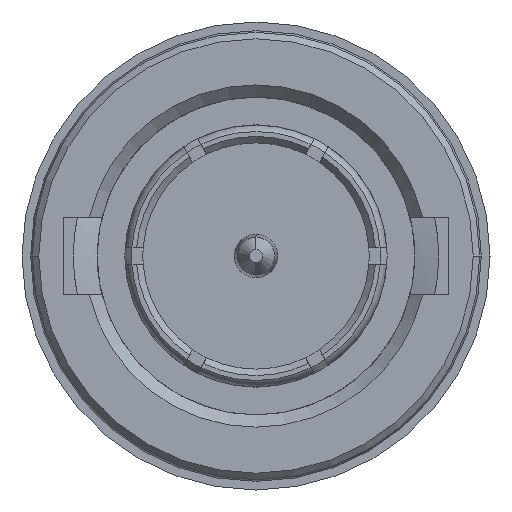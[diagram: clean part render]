
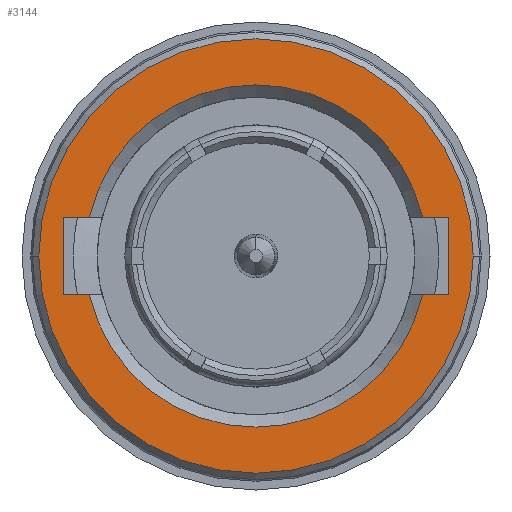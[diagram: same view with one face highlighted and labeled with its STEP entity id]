
A CAD part, left-side view. The second image highlights one B-rep face of the part: STEP entity #3144.
In plain terms, the highlighted planar face has unit normal (-1, 0, 0).
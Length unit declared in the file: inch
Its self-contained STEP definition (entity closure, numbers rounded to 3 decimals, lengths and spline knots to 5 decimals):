
#499=CARTESIAN_POINT('',(-0.0271,0.,0.));
#500=DIRECTION('',(1.,0.,0.));
#501=DIRECTION('',(0.,-0.974,-0.225));
#502=AXIS2_PLACEMENT_3D('',#499,#500,#501);
#509=CARTESIAN_POINT('',(-0.0271,0.,0.));
#510=DIRECTION('',(-1.,0.,0.));
#511=DIRECTION('',(0.,1.,0.));
#512=AXIS2_PLACEMENT_3D('',#509,#510,#511);
#514=CARTESIAN_POINT('',(-0.0271,0.,0.));
#515=DIRECTION('',(-1.,0.,0.));
#516=DIRECTION('',(0.,-1.,0.));
#517=AXIS2_PLACEMENT_3D('',#514,#515,#516);
#519=DIRECTION('',(0.,-1.,0.));
#520=VECTOR('',#519,0.03087);
#521=CARTESIAN_POINT('',(-0.0271,-0.20313,-0.047));
#522=LINE('',#521,#520);
#523=DIRECTION('',(0.,0.,1.));
#524=VECTOR('',#523,0.094);
#525=CARTESIAN_POINT('',(-0.0271,-0.234,-0.047));
#526=LINE('',#525,#524);
#527=DIRECTION('',(0.,1.,0.));
#528=VECTOR('',#527,0.03087);
#529=CARTESIAN_POINT('',(-0.0271,-0.234,0.047));
#530=LINE('',#529,#528);
#531=DIRECTION('',(0.,1.,0.));
#532=VECTOR('',#531,0.03087);
#533=CARTESIAN_POINT('',(-0.0271,0.20313,0.047));
#534=LINE('',#533,#532);
#535=DIRECTION('',(0.,0.,-1.));
#536=VECTOR('',#535,0.094);
#537=CARTESIAN_POINT('',(-0.0271,0.234,0.047));
#538=LINE('',#537,#536);
#539=DIRECTION('',(0.,-1.,0.));
#540=VECTOR('',#539,0.03087);
#541=CARTESIAN_POINT('',(-0.0271,0.234,-0.047));
#542=LINE('',#541,#540);
#872=CARTESIAN_POINT('',(-0.0271,0.,0.));
#873=DIRECTION('',(1.,0.,0.));
#874=DIRECTION('',(0.,0.974,0.225));
#875=AXIS2_PLACEMENT_3D('',#872,#873,#874);
#2272=CARTESIAN_POINT('',(-0.0271,0.20313,0.047));
#2273=CARTESIAN_POINT('',(-0.0271,0.234,0.047));
#2274=VERTEX_POINT('',#2272);
#2275=VERTEX_POINT('',#2273);
#2276=CARTESIAN_POINT('',(-0.0271,0.234,-0.047));
#2277=VERTEX_POINT('',#2276);
#2278=CARTESIAN_POINT('',(-0.0271,0.20313,-0.047));
#2279=VERTEX_POINT('',#2278);
#2286=CARTESIAN_POINT('',(-0.0271,-0.20313,-0.047));
#2287=CARTESIAN_POINT('',(-0.0271,-0.234,-0.047));
#2288=VERTEX_POINT('',#2286);
#2289=VERTEX_POINT('',#2287);
#2290=CARTESIAN_POINT('',(-0.0271,-0.234,0.047));
#2291=VERTEX_POINT('',#2290);
#2292=CARTESIAN_POINT('',(-0.0271,-0.20313,0.047));
#2293=VERTEX_POINT('',#2292);
#2346=CARTESIAN_POINT('',(-0.0271,0.26457,0.));
#2347=CARTESIAN_POINT('',(-0.0271,-0.26457,0.));
#2348=VERTEX_POINT('',#2346);
#2349=VERTEX_POINT('',#2347);
#3117=CARTESIAN_POINT('',(-0.0271,0.,0.));
#3118=DIRECTION('',(1.,0.,0.));
#3119=DIRECTION('',(0.,0.,1.));
#3120=AXIS2_PLACEMENT_3D('',#3117,#3118,#3119);
#3121=PLANE('',#3120);
#3123=ORIENTED_EDGE('',*,*,#3122,.F.);
#3125=ORIENTED_EDGE('',*,*,#3124,.F.);
#3126=EDGE_LOOP('',(#3123,#3125));
#3127=FACE_OUTER_BOUND('',#3126,.F.);
#3128=ORIENTED_EDGE('',*,*,#3069,.T.);
#3130=ORIENTED_EDGE('',*,*,#3129,.T.);
#3132=ORIENTED_EDGE('',*,*,#3131,.T.);
#3134=ORIENTED_EDGE('',*,*,#3133,.F.);
#3136=ORIENTED_EDGE('',*,*,#3135,.T.);
#3138=ORIENTED_EDGE('',*,*,#3137,.T.);
#3140=ORIENTED_EDGE('',*,*,#3139,.T.);
#3141=ORIENTED_EDGE('',*,*,#3109,.F.);
#3142=EDGE_LOOP('',(#3128,#3130,#3132,#3134,#3136,#3138,#3140,#3141));
#3143=FACE_BOUND('',#3142,.F.);
#3144=ADVANCED_FACE('',(#3127,#3143),#3121,.F.);
#503=CIRCLE('',#502,0.2085);
#513=CIRCLE('',#512,0.26457);
#518=CIRCLE('',#517,0.26457);
#876=CIRCLE('',#875,0.2085);
#3069=EDGE_CURVE('',#2288,#2289,#522,.T.);
#3109=EDGE_CURVE('',#2288,#2279,#503,.T.);
#3122=EDGE_CURVE('',#2348,#2349,#513,.T.);
#3124=EDGE_CURVE('',#2349,#2348,#518,.T.);
#3129=EDGE_CURVE('',#2289,#2291,#526,.T.);
#3131=EDGE_CURVE('',#2291,#2293,#530,.T.);
#3133=EDGE_CURVE('',#2274,#2293,#876,.T.);
#3135=EDGE_CURVE('',#2274,#2275,#534,.T.);
#3137=EDGE_CURVE('',#2275,#2277,#538,.T.);
#3139=EDGE_CURVE('',#2277,#2279,#542,.T.);
